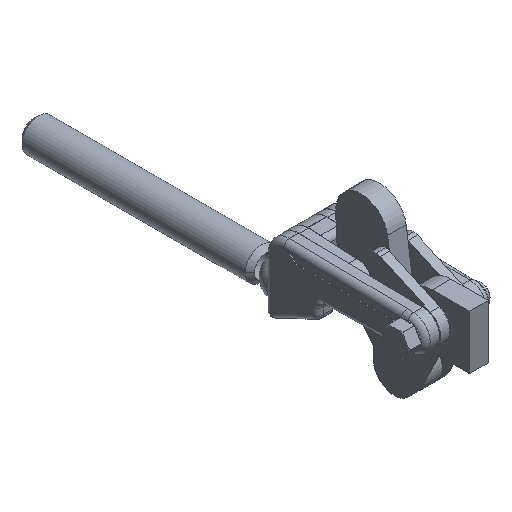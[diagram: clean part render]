
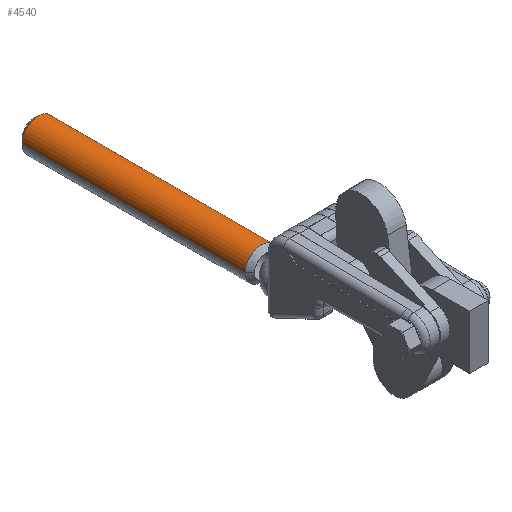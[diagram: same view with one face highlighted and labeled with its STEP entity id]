
A CAD part, isometric view. The second image highlights one B-rep face of the part: STEP entity #4540.
In plain terms, the highlighted cylindrical face has radius 8.75 mm (diameter 17.5 mm), a partial arc.
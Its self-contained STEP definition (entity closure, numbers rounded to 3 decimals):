
#294 = CYLINDRICAL_SURFACE ( 'NONE', #3004, 8.75 ) ;
#351 = VERTEX_POINT ( 'NONE', #2309 ) ;
#652 = DIRECTION ( 'NONE',  ( -1., 0., 0. ) ) ;
#795 = CARTESIAN_POINT ( 'NONE',  ( -8.75, 125., 0. ) ) ;
#1041 = EDGE_CURVE ( 'NONE', #5598, #351, #2057, .T. ) ;
#1136 = AXIS2_PLACEMENT_3D ( 'NONE', #4890, #5203, #652 ) ;
#1256 = ORIENTED_EDGE ( 'NONE', *, *, #3187, .T. ) ;
#1489 = CARTESIAN_POINT ( 'NONE',  ( -8.75, 122.5, 0. ) ) ;
#2057 = CIRCLE ( 'NONE', #3344, 8.75 ) ;
#2309 = CARTESIAN_POINT ( 'NONE',  ( 8.75, 122.5, 0. ) ) ;
#2345 = VECTOR ( 'NONE', #6118, 1000. ) ;
#2477 = CARTESIAN_POINT ( 'NONE',  ( 0., 125., 0. ) ) ;
#2636 = DIRECTION ( 'NONE',  ( -1., 0., 0. ) ) ;
#2882 = EDGE_CURVE ( 'NONE', #4812, #5598, #5180, .T. ) ;
#3004 = AXIS2_PLACEMENT_3D ( 'NONE', #2477, #6485, #3910 ) ;
#3094 = FACE_OUTER_BOUND ( 'NONE', #4849, .T. ) ;
#3187 = EDGE_CURVE ( 'NONE', #6079, #351, #4030, .T. ) ;
#3344 = AXIS2_PLACEMENT_3D ( 'NONE', #5162, #4581, #2636 ) ;
#3772 = CARTESIAN_POINT ( 'NONE',  ( -8.75, 2.5, 0. ) ) ;
#3910 = DIRECTION ( 'NONE',  ( -1., 0., 0. ) ) ;
#3911 = CIRCLE ( 'NONE', #1136, 8.75 ) ;
#4030 = LINE ( 'NONE', #4231, #4200 ) ;
#4200 = VECTOR ( 'NONE', #5013, 1000. ) ;
#4231 = CARTESIAN_POINT ( 'NONE',  ( 8.75, 125., 0. ) ) ;
#4540 = ADVANCED_FACE ( 'NONE', ( #3094 ), #294, .T. ) ;
#4581 = DIRECTION ( 'NONE',  ( 0., 1., 0. ) ) ;
#4812 = VERTEX_POINT ( 'NONE', #3772 ) ;
#4849 = EDGE_LOOP ( 'NONE', ( #6257, #1256, #5335, #6451 ) ) ;
#4890 = CARTESIAN_POINT ( 'NONE',  ( 0., 2.5, 0. ) ) ;
#5013 = DIRECTION ( 'NONE',  ( 0., 1., 0. ) ) ;
#5162 = CARTESIAN_POINT ( 'NONE',  ( 0., 122.5, 0. ) ) ;
#5180 = LINE ( 'NONE', #795, #2345 ) ;
#5203 = DIRECTION ( 'NONE',  ( 0., 1., 0. ) ) ;
#5335 = ORIENTED_EDGE ( 'NONE', *, *, #1041, .F. ) ;
#5598 = VERTEX_POINT ( 'NONE', #1489 ) ;
#5723 = EDGE_CURVE ( 'NONE', #4812, #6079, #3911, .T. ) ;
#6079 = VERTEX_POINT ( 'NONE', #6205 ) ;
#6118 = DIRECTION ( 'NONE',  ( 0., 1., 0. ) ) ;
#6205 = CARTESIAN_POINT ( 'NONE',  ( 8.75, 2.5, 0. ) ) ;
#6257 = ORIENTED_EDGE ( 'NONE', *, *, #5723, .T. ) ;
#6451 = ORIENTED_EDGE ( 'NONE', *, *, #2882, .F. ) ;
#6485 = DIRECTION ( 'NONE',  ( 0., 1., 0. ) ) ;
